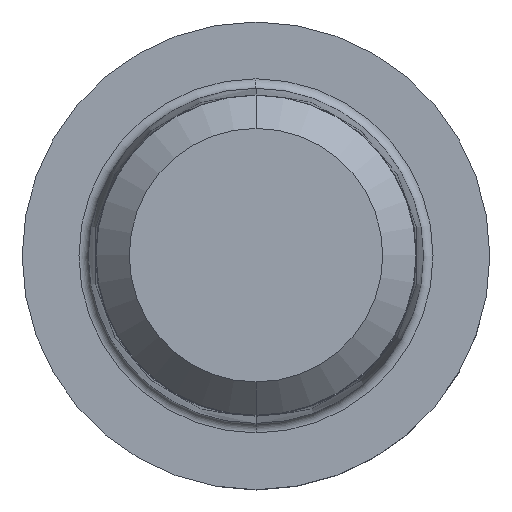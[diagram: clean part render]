
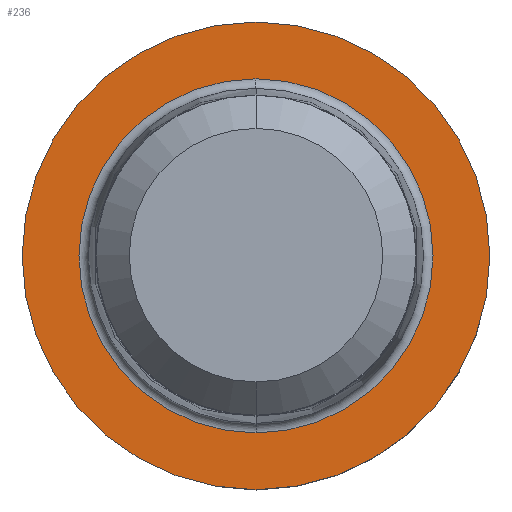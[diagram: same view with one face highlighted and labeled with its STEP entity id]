
A CAD part, top view. The second image highlights one B-rep face of the part: STEP entity #236.
In plain terms, the highlighted planar face has unit normal (0, 0, 1).
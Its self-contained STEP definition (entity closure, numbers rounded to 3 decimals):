
#194=EDGE_CURVE('',#270,#328,#467,.T.);
#218=EDGE_CURVE('',#266,#244,#497,.T.);
#236=ADVANCED_FACE('',(#518,#519),#520,.T.);
#244=VERTEX_POINT('',#528);
#266=VERTEX_POINT('',#555);
#270=VERTEX_POINT('',#559);
#328=VERTEX_POINT('',#628);
#332=EDGE_CURVE('',#244,#266,#632,.T.);
#376=EDGE_CURVE('',#328,#270,#680,.T.);
#467=CIRCLE('',#781,9.8);
#497=CIRCLE('',#817,7.42);
#518=FACE_OUTER_BOUND('',#839,.T.);
#519=FACE_BOUND('',#840,.T.);
#520=PLANE('',#841);
#528=CARTESIAN_POINT('',(0.,-7.42,0.01));
#555=CARTESIAN_POINT('',(0.0,7.42,0.01));
#559=CARTESIAN_POINT('',(0.0,9.8,0.01));
#628=CARTESIAN_POINT('',(0.,-9.8,0.01));
#632=CIRCLE('',#983,7.42);
#680=CIRCLE('',#1046,9.8);
#781=AXIS2_PLACEMENT_3D('',#1130,#1131,#1132);
#817=AXIS2_PLACEMENT_3D('',#1182,#1183,#1184);
#839=EDGE_LOOP('',(#1205,#1206));
#840=EDGE_LOOP('',(#1207,#1208));
#841=AXIS2_PLACEMENT_3D('',#1209,#1210,#1211);
#983=AXIS2_PLACEMENT_3D('',#1365,#1366,#1367);
#1046=AXIS2_PLACEMENT_3D('',#1425,#1426,#1427);
#1130=CARTESIAN_POINT('',(0.0,0.0,0.01));
#1131=DIRECTION('',(0.0,0.0,-1.0));
#1132=DIRECTION('',(0.0,1.0,0.0));
#1182=CARTESIAN_POINT('',(0.0,0.0,0.01));
#1183=DIRECTION('',(0.0,0.0,-1.0));
#1184=DIRECTION('',(0.0,1.0,0.0));
#1205=ORIENTED_EDGE('',*,*,#194,.F.);
#1206=ORIENTED_EDGE('',*,*,#376,.F.);
#1207=ORIENTED_EDGE('',*,*,#218,.T.);
#1208=ORIENTED_EDGE('',*,*,#332,.T.);
#1209=CARTESIAN_POINT('',(0.0,4.9,0.01));
#1210=DIRECTION('',(-0.0,0.0,1.0));
#1211=DIRECTION('',(0.0,-1.0,0.0));
#1365=CARTESIAN_POINT('',(0.0,0.0,0.01));
#1366=DIRECTION('',(0.0,0.0,-1.0));
#1367=DIRECTION('',(0.0,1.0,0.0));
#1425=CARTESIAN_POINT('',(0.0,0.0,0.01));
#1426=DIRECTION('',(0.0,0.0,-1.0));
#1427=DIRECTION('',(0.0,1.0,0.0));
